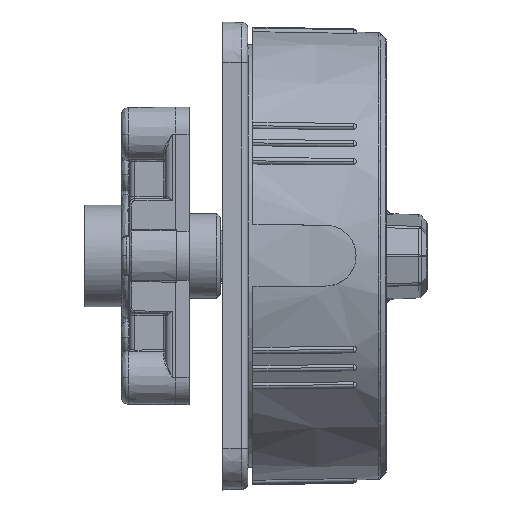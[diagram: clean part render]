
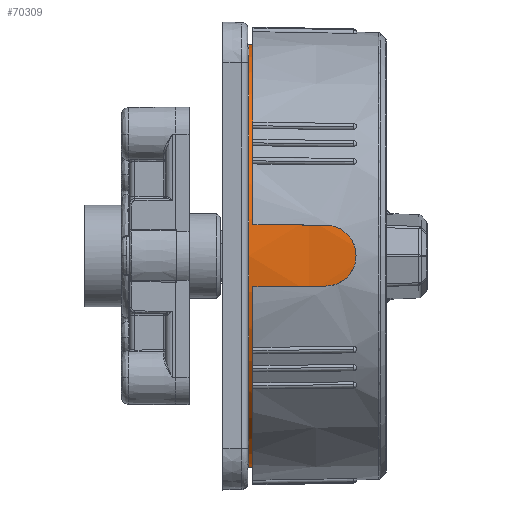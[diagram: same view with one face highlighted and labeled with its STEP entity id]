
A CAD part, top view. The second image highlights one B-rep face of the part: STEP entity #70309.
In plain terms, the highlighted conical face has half-angle 0.75 degrees and reference radius 31.248 mm.
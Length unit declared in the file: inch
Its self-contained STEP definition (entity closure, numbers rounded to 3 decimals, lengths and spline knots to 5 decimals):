
#2355 = CARTESIAN_POINT ( 'NONE',  ( 0.57473, -1.23024, 0. ) ) ;
#5233 = VECTOR ( 'NONE', #27407, 39.37008 ) ;
#6972 = EDGE_CURVE ( 'NONE', #17559, #94030, #45001, .T. ) ;
#11571 = EDGE_CURVE ( 'NONE', #94030, #57749, #61696, .T. ) ;
#11628 = EDGE_CURVE ( 'NONE', #59273, #57749, #78132, .T. ) ;
#11684 = DIRECTION ( 'NONE',  ( -1., -0.013, 0. ) ) ;
#12033 = AXIS2_PLACEMENT_3D ( 'NONE', #19386, #52904, #86375 ) ;
#13028 = CARTESIAN_POINT ( 'NONE',  ( 1.27769, 1.22104, 0. ) ) ;
#14669 = CARTESIAN_POINT ( 'NONE',  ( 1.27769, -1.22104, 0. ) ) ;
#17559 = VERTEX_POINT ( 'NONE', #13028 ) ;
#17636 = CARTESIAN_POINT ( 'NONE',  ( 0.57473, -1.23024, 0. ) ) ;
#19386 = CARTESIAN_POINT ( 'NONE',  ( 0.57473, 0., 0. ) ) ;
#23065 = VECTOR ( 'NONE', #11684, 39.37008 ) ;
#25833 = CARTESIAN_POINT ( 'NONE',  ( 0.57473, 1.23024, 0. ) ) ;
#25943 = DIRECTION ( 'NONE',  ( 1., 0., 0. ) ) ;
#27407 = DIRECTION ( 'NONE',  ( -1., 0.013, 0. ) ) ;
#45001 = LINE ( 'NONE', #52727, #5233 ) ;
#45256 = CONICAL_SURFACE ( 'NONE', #12033, 1.23024, 0.013 ) ;
#46178 = ORIENTED_EDGE ( 'NONE', *, *, #11571, .T. ) ;
#52272 = CARTESIAN_POINT ( 'NONE',  ( 1.27769, 0., 0. ) ) ;
#52727 = CARTESIAN_POINT ( 'NONE',  ( 0.57473, 1.23024, 0. ) ) ;
#52904 = DIRECTION ( 'NONE',  ( -1., 0., 0. ) ) ;
#57749 = VERTEX_POINT ( 'NONE', #17636 ) ;
#59273 = VERTEX_POINT ( 'NONE', #14669 ) ;
#59437 = DIRECTION ( 'NONE',  ( 0., -1., 0. ) ) ;
#61133 = FACE_OUTER_BOUND ( 'NONE', #76113, .T. ) ;
#61361 = CIRCLE ( 'NONE', #103355, 1.22104 ) ;
#61696 = CIRCLE ( 'NONE', #107250, 1.23024 ) ;
#64448 = ORIENTED_EDGE ( 'NONE', *, *, #6972, .T. ) ;
#67642 = DIRECTION ( 'NONE',  ( 1., 0., 0. ) ) ;
#70309 = ADVANCED_FACE ( 'NONE', ( #61133 ), #45256, .T. ) ;
#72749 = ORIENTED_EDGE ( 'NONE', *, *, #11628, .F. ) ;
#76113 = EDGE_LOOP ( 'NONE', ( #98933, #64448, #46178, #72749 ) ) ;
#78132 = LINE ( 'NONE', #2355, #23065 ) ;
#86375 = DIRECTION ( 'NONE',  ( 0., -1., 0. ) ) ;
#86486 = EDGE_CURVE ( 'NONE', #17559, #59273, #61361, .T. ) ;
#92948 = DIRECTION ( 'NONE',  ( 0., -1., 0. ) ) ;
#94030 = VERTEX_POINT ( 'NONE', #25833 ) ;
#98933 = ORIENTED_EDGE ( 'NONE', *, *, #86486, .F. ) ;
#101172 = CARTESIAN_POINT ( 'NONE',  ( 0.57473, 0., 0. ) ) ;
#103355 = AXIS2_PLACEMENT_3D ( 'NONE', #52272, #67642, #59437 ) ;
#107250 = AXIS2_PLACEMENT_3D ( 'NONE', #101172, #25943, #92948 ) ;
